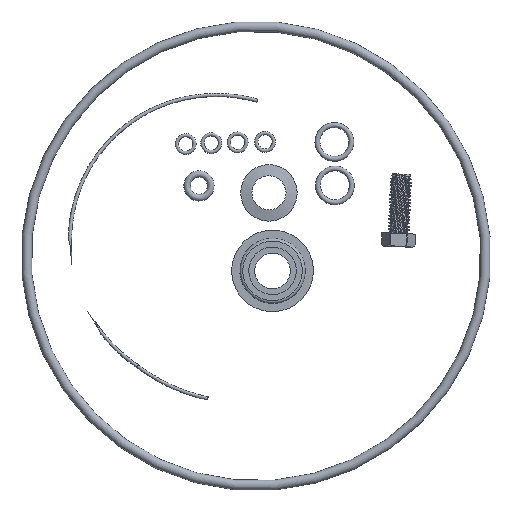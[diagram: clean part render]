
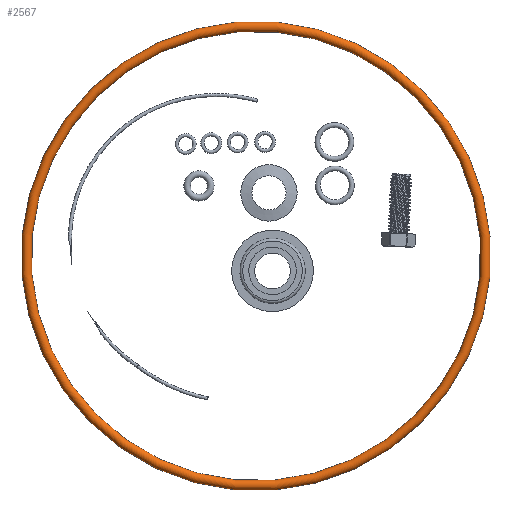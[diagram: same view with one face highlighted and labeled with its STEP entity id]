
A CAD part, left-side view. The second image highlights one B-rep face of the part: STEP entity #2567.
In plain terms, the highlighted toroidal (fillet/blend) face has major radius 122.999 mm and minor radius 2.667 mm.
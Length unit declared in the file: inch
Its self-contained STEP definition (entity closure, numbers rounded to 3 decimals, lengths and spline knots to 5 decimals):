
#176=TOROIDAL_SURFACE('',#3034,4.8425,0.105);
#590=FACE_OUTER_BOUND('',#744,.T.);
#744=EDGE_LOOP('',(#1933,#1934,#1935,#1936));
#934=CIRCLE('',#3035,0.105);
#935=CIRCLE('',#3036,4.7375);
#1120=VERTEX_POINT('',#4335);
#1424=EDGE_CURVE('',#1120,#1120,#934,.T.);
#1425=EDGE_CURVE('',#1120,#1120,#935,.T.);
#1933=ORIENTED_EDGE('',*,*,#1424,.F.);
#1934=ORIENTED_EDGE('',*,*,#1425,.T.);
#1935=ORIENTED_EDGE('',*,*,#1424,.T.);
#1936=ORIENTED_EDGE('',*,*,#1425,.F.);
#2567=ADVANCED_FACE('',(#590),#176,.T.);
#3034=AXIS2_PLACEMENT_3D('',#4334,#3561,#3562);
#3035=AXIS2_PLACEMENT_3D('',#4336,#3563,#3564);
#3036=AXIS2_PLACEMENT_3D('',#4337,#3565,#3566);
#3561=DIRECTION('center_axis',(1.,0.,0.));
#3562=DIRECTION('ref_axis',(0.,0.,-1.));
#3563=DIRECTION('center_axis',(0.,-1.,0.));
#3564=DIRECTION('ref_axis',(0.,0.,1.));
#3565=DIRECTION('center_axis',(-1.,0.,0.));
#3566=DIRECTION('ref_axis',(0.,0.,-1.));
#4334=CARTESIAN_POINT('Origin',(-2.22749,0.,0.));
#4335=CARTESIAN_POINT('',(-2.22749,0.,4.7375));
#4336=CARTESIAN_POINT('Origin',(-2.22749,0.,
4.8425));
#4337=CARTESIAN_POINT('Origin',(-2.22749,0.,0.));
